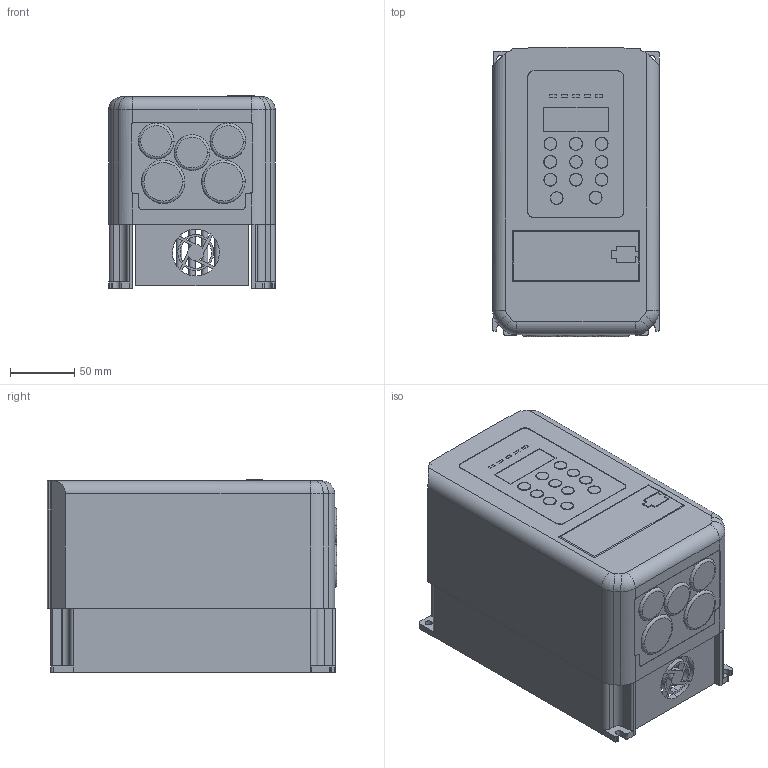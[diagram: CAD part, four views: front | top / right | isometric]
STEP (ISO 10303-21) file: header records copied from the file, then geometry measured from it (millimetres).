
FILE_DESCRIPTION (( 'STEP AP214' ), '1' );
FILE_NAME ('K800-33E0075-015TSIP20_Ïðåîáðàçîâàòåëü ÷àñòîòû K800 380Â, 3Ô 0,75-1,5 kW 3,4-4,1À ñåðèè ONI.STEP', '2019-02-28T13:42:51', ( '' ), ( '' ), 'SwSTEP 2.0', 'SolidWorks 2014', '' );
FILE_SCHEMA (( 'AUTOMOTIVE_DESIGN' ));
Length unit declared in the file: millimetre
Products named in the file (2): K800-33E0075-015TSIP20_Ïðåîáðàçîâàòåëü ÷àñòîòû K800 380Â, 3Ô 0,75-1,5 kW 3,4-4,1À ñåðèè ONI
Bounding box: 130.09 x 225.83 x 150.5 mm (x, y, z)
Volume: 3328594.8 mm3; surface area: 338225.8 mm2
Topology: 1 solids, 1 shells, 415 faces, 1147 edges, 769 vertices
Faces by surface type: plane 208, cylinder 171, torus 36
Entity records: 21318 total; most frequent: CARTESIAN_POINT 6013, ORIENTED_EDGE 2294, DIRECTION 2159, EDGE_CURVE 1147, VERTEX_POINT 769, AXIS2_PLACEMENT_3D 752, VECTOR 655, LINE 655
